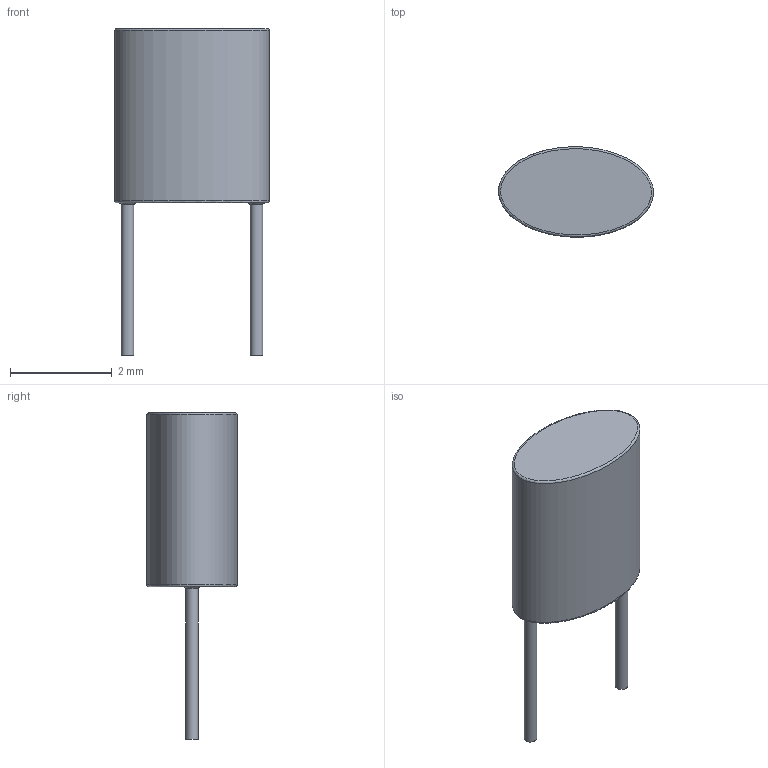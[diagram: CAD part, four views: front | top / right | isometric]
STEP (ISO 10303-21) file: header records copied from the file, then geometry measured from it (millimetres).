
FILE_DESCRIPTION(('for SolidWorks'),'2;1');
FILE_NAME('CAPO-2.54_3.05x1.78.step', '2016-06-30T12:32:24',('Alex'),(''),'Open CASCADE STEP processor 6.6', 'DipTrace','Unknown');
FILE_SCHEMA(('AUTOMOTIVE_DESIGN { 1 0 10303 214 1 1 1 1 }'));
Length unit declared in the file: millimetre
Products named in the file (1): CAPO-2.54_3.05x1.78
Bounding box: 3.05 x 1.78 x 6.43 mm (x, y, z)
Volume: 14.9 mm3; surface area: 39.4 mm2
Topology: 1 solids, 1 shells, 11 faces, 17 edges, 10 vertices
Faces by surface type: plane 4, bspline 2, torus 2, cylinder 2, extrusion 1
Full cylindrical faces by diameter (mm): 0.25 x2
Entity records: 552 total; most frequent: CARTESIAN_POINT 277, DIRECTION 40, ORIENTED_EDGE 34, AXIS2_PLACEMENT_3D 18, EDGE_CURVE 17, FACE_BOUND 13, EDGE_LOOP 13, ADVANCED_FACE 11
